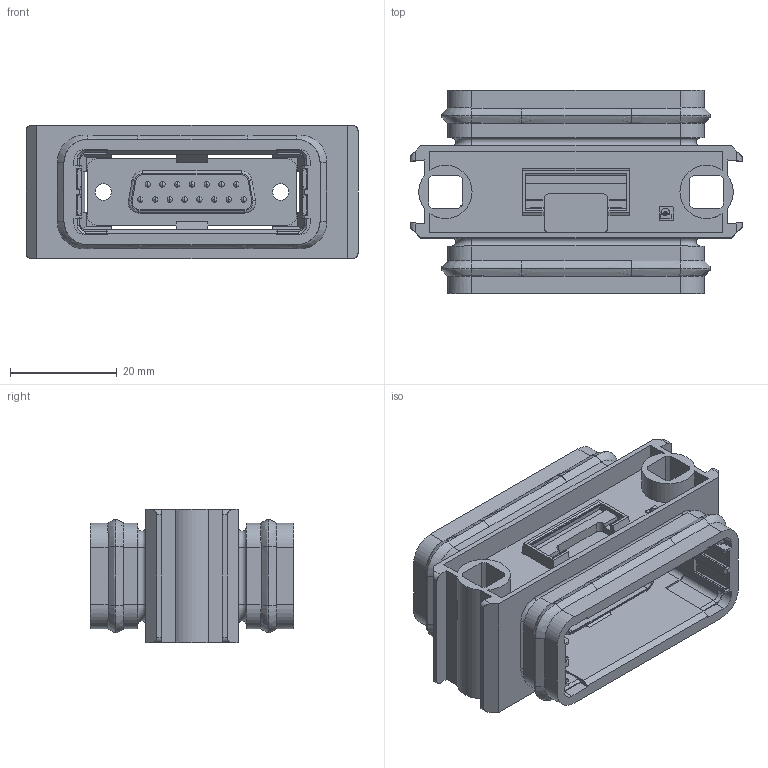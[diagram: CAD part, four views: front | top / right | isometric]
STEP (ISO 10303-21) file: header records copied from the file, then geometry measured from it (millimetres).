
FILE_DESCRIPTION(('Creo Elements/Direct Modeling STEP Export'),'2;1');
FILE_NAME('model.stp','2019-04-17T14:44:30',(''),(''),'Creo Elements/Direct Modeling STEP processor for AP214 (Solid Model)','Creo Elements/Direct Modeling 20.1A 29-Sep-2018 (C) Parametric Technology GmbH','');
FILE_SCHEMA(('AUTOMOTIVE_DESIGN { 1 0 10303 214 1 1 1 1 }'));
Products named in the file (2): VS-15-KU-ST_ST.1; VS-15-KU-ST_ST
Assembly tree (1 placements, depth 2):
  VS-15-KU-ST_ST
    VS-15-KU-ST_ST.1
Bounding box: 62.3 x 38.1 x 25 mm (x, y, z)
Volume: 17811.8 mm3; surface area: 19550.4 mm2
Topology: 1 solids, 1 shells, 997 faces, 2665 edges, 1726 vertices
Faces by surface type: plane 596, cylinder 231, torus 76, bspline 48, extrusion 38, cone 8
Entity records: 282430 total; most frequent: CARTESIAN_POINT 250402, ORIENTED_EDGE 5330, DIRECTION 4517, EDGE_CURVE 2665, VECTOR 1821, LINE 1783, VERTEX_POINT 1726, AXIS2_PLACEMENT_3D 1348
